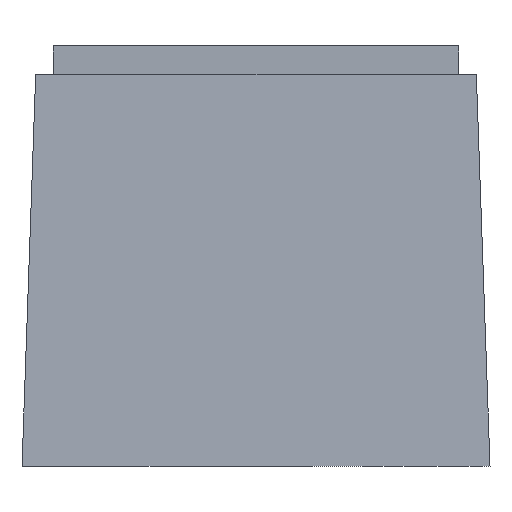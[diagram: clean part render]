
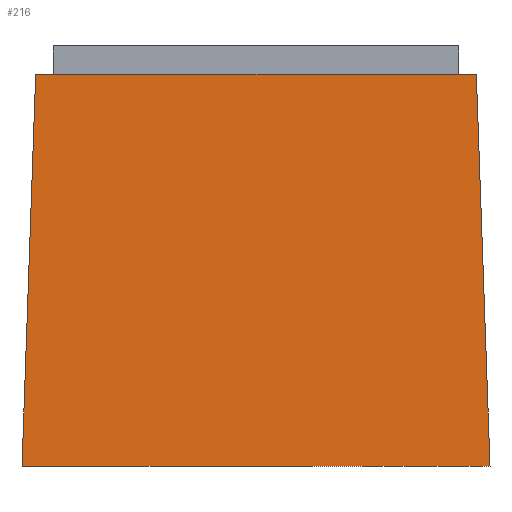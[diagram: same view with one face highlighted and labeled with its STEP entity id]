
A CAD part, left-side view. The second image highlights one B-rep face of the part: STEP entity #216.
In plain terms, the highlighted planar face has unit normal (-0.999, 0, 0.035).
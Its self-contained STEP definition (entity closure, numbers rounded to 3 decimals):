
#113=FACE_OUTER_BOUND('',#349,.T.);
#216=ADVANCED_FACE('',(#113),#265,.T.);
#265=PLANE('',#946);
#349=EDGE_LOOP('',(#456,#457,#458,#459));
#456=ORIENTED_EDGE('',*,*,#762,.F.);
#457=ORIENTED_EDGE('',*,*,#742,.T.);
#458=ORIENTED_EDGE('',*,*,#763,.F.);
#459=ORIENTED_EDGE('',*,*,#760,.F.);
#662=VERTEX_POINT('',#1322);
#663=VERTEX_POINT('',#1323);
#674=VERTEX_POINT('',#1355);
#675=VERTEX_POINT('',#1357);
#742=EDGE_CURVE('',#662,#663,#828,.T.);
#760=EDGE_CURVE('',#674,#675,#844,.T.);
#762=EDGE_CURVE('',#662,#674,#846,.T.);
#763=EDGE_CURVE('',#675,#663,#847,.T.);
#828=LINE('',#1321,#880);
#844=LINE('',#1356,#896);
#846=LINE('',#1360,#898);
#847=LINE('',#1361,#899);
#880=VECTOR('',#1006,1.);
#896=VECTOR('',#1034,1.);
#898=VECTOR('',#1038,1.);
#899=VECTOR('',#1039,1.);
#946=AXIS2_PLACEMENT_3D('',#1362,#1040,#1041);
#1006=DIRECTION('',(0.,-1.,0.));
#1034=DIRECTION('',(0.,-1.,0.));
#1038=DIRECTION('',(0.035,-0.035,0.999));
#1039=DIRECTION('',(-0.035,-0.035,-0.999));
#1040=DIRECTION('',(-0.999,0.,0.035));
#1041=DIRECTION('',(-0.035,0.,-0.999));
#1321=CARTESIAN_POINT('',(-9.857,11.,-0.2));
#1322=CARTESIAN_POINT('',(-9.857,9.857,-0.2));
#1323=CARTESIAN_POINT('',(-9.857,-9.857,-0.2));
#1355=CARTESIAN_POINT('',(-9.281,9.281,16.3));
#1356=CARTESIAN_POINT('',(-9.281,11.,16.3));
#1357=CARTESIAN_POINT('',(-9.281,-9.281,16.3));
#1360=CARTESIAN_POINT('',(-9.595,9.595,7.308));
#1361=CARTESIAN_POINT('',(-9.568,-9.568,8.075));
#1362=CARTESIAN_POINT('',(-9.593,11.,7.357));
